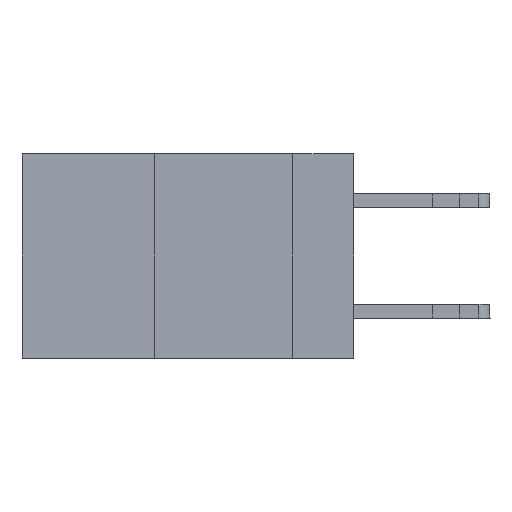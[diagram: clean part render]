
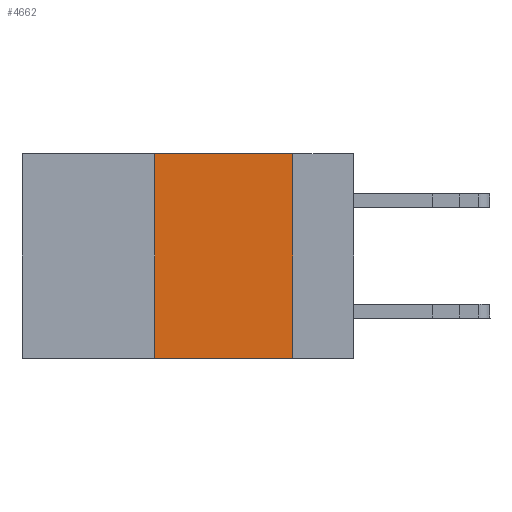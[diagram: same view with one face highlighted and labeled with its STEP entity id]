
A CAD part, left-side view. The second image highlights one B-rep face of the part: STEP entity #4662.
In plain terms, the highlighted planar face has unit normal (-1, 0, 0).
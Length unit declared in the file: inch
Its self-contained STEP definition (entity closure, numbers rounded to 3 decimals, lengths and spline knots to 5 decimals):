
#495 = EDGE_CURVE ( 'NONE', #25689, #23821, #4038, .T. ) ;
#1026 = PLANE ( 'NONE',  #20125 ) ;
#1565 = CARTESIAN_POINT ( 'NONE',  ( 0., 0.6, -0.37 ) ) ;
#2741 = EDGE_CURVE ( 'NONE', #23821, #5640, #4576, .T. ) ;
#3285 = DIRECTION ( 'NONE',  ( 0., -1., 0. ) ) ;
#3702 = ORIENTED_EDGE ( 'NONE', *, *, #2741, .F. ) ;
#4038 = LINE ( 'NONE', #11506, #24525 ) ;
#4576 = LINE ( 'NONE', #20407, #14147 ) ;
#4662 = ADVANCED_FACE ( 'NONE', ( #8008 ), #1026, .F. ) ;
#4803 = EDGE_CURVE ( 'NONE', #5796, #5640, #10850, .T. ) ;
#5190 = CARTESIAN_POINT ( 'NONE',  ( 0., 0.11, 0. ) ) ;
#5244 = ORIENTED_EDGE ( 'NONE', *, *, #4803, .T. ) ;
#5640 = VERTEX_POINT ( 'NONE', #8924 ) ;
#5796 = VERTEX_POINT ( 'NONE', #9273 ) ;
#6990 = ORIENTED_EDGE ( 'NONE', *, *, #495, .F. ) ;
#8008 = FACE_OUTER_BOUND ( 'NONE', #21825, .T. ) ;
#8924 = CARTESIAN_POINT ( 'NONE',  ( 0., 0.11, -0.37 ) ) ;
#9273 = CARTESIAN_POINT ( 'NONE',  ( 0., 0.36, -0.37 ) ) ;
#10850 = LINE ( 'NONE', #1565, #18520 ) ;
#11500 = DIRECTION ( 'NONE',  ( 1., 0., 0. ) ) ;
#11506 = CARTESIAN_POINT ( 'NONE',  ( 0., 0.6, 0. ) ) ;
#12386 = ORIENTED_EDGE ( 'NONE', *, *, #16731, .F. ) ;
#12390 = LINE ( 'NONE', #24399, #20369 ) ;
#13974 = DIRECTION ( 'NONE',  ( 0., -1., 0. ) ) ;
#14147 = VECTOR ( 'NONE', #14325, 39.37008 ) ;
#14325 = DIRECTION ( 'NONE',  ( 0., 0., -1. ) ) ;
#16731 = EDGE_CURVE ( 'NONE', #5796, #25689, #12390, .T. ) ;
#18361 = DIRECTION ( 'NONE',  ( 0., 0., 1. ) ) ;
#18520 = VECTOR ( 'NONE', #13974, 39.37008 ) ;
#19900 = CARTESIAN_POINT ( 'NONE',  ( 0., 0.36, 0. ) ) ;
#20125 = AXIS2_PLACEMENT_3D ( 'NONE', #23762, #11500, #25814 ) ;
#20369 = VECTOR ( 'NONE', #18361, 39.37008 ) ;
#20407 = CARTESIAN_POINT ( 'NONE',  ( 0., 0.11, 0. ) ) ;
#21825 = EDGE_LOOP ( 'NONE', ( #3702, #6990, #12386, #5244 ) ) ;
#23762 = CARTESIAN_POINT ( 'NONE',  ( 0., 0.6, 0. ) ) ;
#23821 = VERTEX_POINT ( 'NONE', #5190 ) ;
#24399 = CARTESIAN_POINT ( 'NONE',  ( 0., 0.36, 0. ) ) ;
#24525 = VECTOR ( 'NONE', #3285, 39.37008 ) ;
#25689 = VERTEX_POINT ( 'NONE', #19900 ) ;
#25814 = DIRECTION ( 'NONE',  ( 0., 0., -1. ) ) ;
